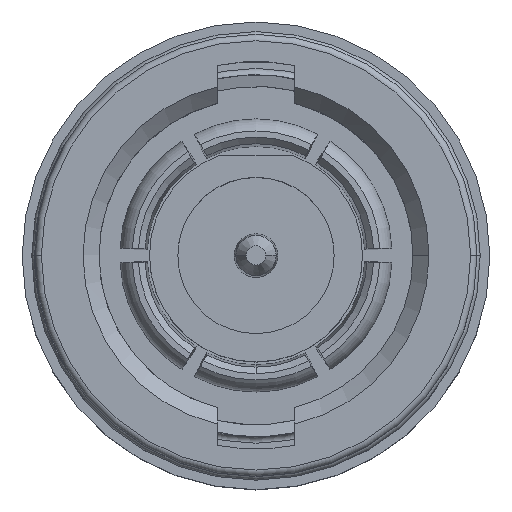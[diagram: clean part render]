
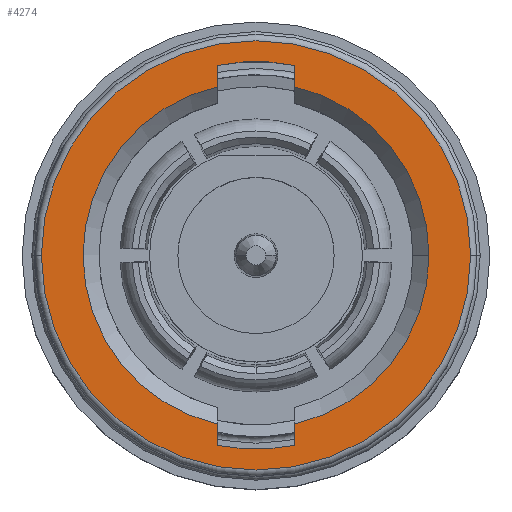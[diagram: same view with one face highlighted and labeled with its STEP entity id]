
A CAD part, top view. The second image highlights one B-rep face of the part: STEP entity #4274.
In plain terms, the highlighted planar face has unit normal (0, 0, 1).
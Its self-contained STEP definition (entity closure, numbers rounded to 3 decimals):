
#167 = VECTOR ( 'NONE', #11000, 1000. ) ;
#168 = AXIS2_PLACEMENT_3D ( 'NONE', #10999, #10998, #11003 ) ;
#174 = AXIS2_PLACEMENT_3D ( 'NONE', #10986, #10997, #10996 ) ;
#177 = CIRCLE ( 'NONE', #168, 5.4 ) ;
#780 = ORIENTED_EDGE ( 'NONE', *, *, #7777, .F. ) ;
#781 = ORIENTED_EDGE ( 'NONE', *, *, #2520, .F. ) ;
#782 = ORIENTED_EDGE ( 'NONE', *, *, #2522, .F. ) ;
#783 = ORIENTED_EDGE ( 'NONE', *, *, #7793, .F. ) ;
#867 = CARTESIAN_POINT ( 'NONE',  ( -1.2, -5.265, 0.85 ) ) ;
#884 = CARTESIAN_POINT ( 'NONE',  ( 1.2, -5.93, 0.85 ) ) ;
#928 = CARTESIAN_POINT ( 'NONE',  ( -1.2, -5.93, 0.85 ) ) ;
#2282 = AXIS2_PLACEMENT_3D ( 'NONE', #13939, #13940, #13941 ) ;
#2520 = EDGE_CURVE ( 'NONE', #3642, #3689, #2585, .T. ) ;
#2521 = EDGE_CURVE ( 'NONE', #3628, #3642, #3387, .T. ) ;
#2522 = EDGE_CURVE ( 'NONE', #3750, #3628, #177, .T. ) ;
#2585 = CIRCLE ( 'NONE', #174, 6.05 ) ;
#3296 = LINE ( 'NONE', #14667, #8608 ) ;
#3304 = LINE ( 'NONE', #14722, #8618 ) ;
#3305 = LINE ( 'NONE', #14737, #8624 ) ;
#3387 = LINE ( 'NONE', #10994, #167 ) ;
#3628 = VERTEX_POINT ( 'NONE', #867 ) ;
#3642 = VERTEX_POINT ( 'NONE', #928 ) ;
#3689 = VERTEX_POINT ( 'NONE', #884 ) ;
#3736 = VERTEX_POINT ( 'NONE', #11828 ) ;
#3750 = VERTEX_POINT ( 'NONE', #11810 ) ;
#3777 = VERTEX_POINT ( 'NONE', #11734 ) ;
#3779 = VERTEX_POINT ( 'NONE', #11807 ) ;
#4085 = AXIS2_PLACEMENT_3D ( 'NONE', #15783, #15784, #15785 ) ;
#4274 = ADVANCED_FACE ( 'NONE', ( #8551, #8552 ), #13938, .F. ) ;
#5247 = CIRCLE ( 'NONE', #5248, 6.7 ) ;
#5248 = AXIS2_PLACEMENT_3D ( 'NONE', #16022, #16023, #16024 ) ;
#7777 = EDGE_CURVE ( 'NONE', #3689, #3779, #3296, .T. ) ;
#7791 = EDGE_CURVE ( 'NONE', #3736, #3750, #3304, .T. ) ;
#7793 = EDGE_CURVE ( 'NONE', #3779, #12515, #8612, .T. ) ;
#7794 = EDGE_CURVE ( 'NONE', #12543, #12502, #8617, .T. ) ;
#7795 = EDGE_CURVE ( 'NONE', #12516, #3777, #3305, .T. ) ;
#7796 = EDGE_CURVE ( 'NONE', #3777, #3736, #8622, .T. ) ;
#8030 = ORIENTED_EDGE ( 'NONE', *, *, #8372, .F. ) ;
#8031 = ORIENTED_EDGE ( 'NONE', *, *, #9108, .T. ) ;
#8032 = ORIENTED_EDGE ( 'NONE', *, *, #7794, .T. ) ;
#8033 = ORIENTED_EDGE ( 'NONE', *, *, #7795, .F. ) ;
#8035 = ORIENTED_EDGE ( 'NONE', *, *, #7796, .F. ) ;
#8372 = EDGE_CURVE ( 'NONE', #12515, #12516, #8693, .T. ) ;
#8551 = FACE_OUTER_BOUND ( 'NONE', #13084, .T. ) ;
#8552 = FACE_BOUND ( 'NONE', #13082, .T. ) ;
#8608 = VECTOR ( 'NONE', #14668, 1000. ) ;
#8612 = CIRCLE ( 'NONE', #8619, 5.4 ) ;
#8617 = CIRCLE ( 'NONE', #8621, 6.7 ) ;
#8618 = VECTOR ( 'NONE', #14723, 1000. ) ;
#8619 = AXIS2_PLACEMENT_3D ( 'NONE', #14731, #14732, #14733 ) ;
#8621 = AXIS2_PLACEMENT_3D ( 'NONE', #14734, #14735, #14736 ) ;
#8622 = CIRCLE ( 'NONE', #8625, 6.05 ) ;
#8624 = VECTOR ( 'NONE', #14738, 1000. ) ;
#8625 = AXIS2_PLACEMENT_3D ( 'NONE', #14739, #14740, #14741 ) ;
#8660 = ORIENTED_EDGE ( 'NONE', *, *, #2521, .F. ) ;
#8661 = ORIENTED_EDGE ( 'NONE', *, *, #7791, .F. ) ;
#8693 = CIRCLE ( 'NONE', #4085, 5.4 ) ;
#9108 = EDGE_CURVE ( 'NONE', #12502, #12543, #5247, .T. ) ;
#10434 = CARTESIAN_POINT ( 'NONE',  ( 6.7, 0., 0.85 ) ) ;
#10447 = CARTESIAN_POINT ( 'NONE',  ( 5.4, 0., 0.85 ) ) ;
#10448 = CARTESIAN_POINT ( 'NONE',  ( 1.2, 5.265, 0.85 ) ) ;
#10475 = CARTESIAN_POINT ( 'NONE',  ( -6.7, 0., 0.85 ) ) ;
#10986 = CARTESIAN_POINT ( 'NONE',  ( 0., 0., 0.85 ) ) ;
#10994 = CARTESIAN_POINT ( 'NONE',  ( -1.2, -4.751, 0.85 ) ) ;
#10996 = DIRECTION ( 'NONE',  ( 1., 0., 0. ) ) ;
#10997 = DIRECTION ( 'NONE',  ( 0., 0., 1. ) ) ;
#10998 = DIRECTION ( 'NONE',  ( 0., 0., 1. ) ) ;
#10999 = CARTESIAN_POINT ( 'NONE',  ( 0., 0., 0.85 ) ) ;
#11000 = DIRECTION ( 'NONE',  ( 0., -1., 0. ) ) ;
#11003 = DIRECTION ( 'NONE',  ( 1., 0., 0. ) ) ;
#11734 = CARTESIAN_POINT ( 'NONE',  ( 1.2, 5.93, 0.85 ) ) ;
#11807 = CARTESIAN_POINT ( 'NONE',  ( 1.2, -5.265, 0.85 ) ) ;
#11810 = CARTESIAN_POINT ( 'NONE',  ( -1.2, 5.265, 0.85 ) ) ;
#11828 = CARTESIAN_POINT ( 'NONE',  ( -1.2, 5.93, 0.85 ) ) ;
#12502 = VERTEX_POINT ( 'NONE', #10434 ) ;
#12515 = VERTEX_POINT ( 'NONE', #10447 ) ;
#12516 = VERTEX_POINT ( 'NONE', #10448 ) ;
#12543 = VERTEX_POINT ( 'NONE', #10475 ) ;
#13082 = EDGE_LOOP ( 'NONE', ( #8035, #8033, #8030, #783, #780, #781, #8660, #782, #8661 ) ) ;
#13084 = EDGE_LOOP ( 'NONE', ( #8032, #8031 ) ) ;
#13938 = PLANE ( 'NONE',  #2282 ) ;
#13939 = CARTESIAN_POINT ( 'NONE',  ( 0., 0., 0.85 ) ) ;
#13940 = DIRECTION ( 'NONE',  ( 0., 0., -1. ) ) ;
#13941 = DIRECTION ( 'NONE',  ( -1., 0., 0. ) ) ;
#14667 = CARTESIAN_POINT ( 'NONE',  ( 1.2, -4.751, 0.85 ) ) ;
#14668 = DIRECTION ( 'NONE',  ( 0., 1., 0. ) ) ;
#14722 = CARTESIAN_POINT ( 'NONE',  ( -1.2, 4.751, 0.85 ) ) ;
#14723 = DIRECTION ( 'NONE',  ( 0., -1., 0. ) ) ;
#14731 = CARTESIAN_POINT ( 'NONE',  ( 0., 0., 0.85 ) ) ;
#14732 = DIRECTION ( 'NONE',  ( 0., 0., 1. ) ) ;
#14733 = DIRECTION ( 'NONE',  ( 1., 0., 0. ) ) ;
#14734 = CARTESIAN_POINT ( 'NONE',  ( 0., 0., 0.85 ) ) ;
#14735 = DIRECTION ( 'NONE',  ( 0., 0., 1. ) ) ;
#14736 = DIRECTION ( 'NONE',  ( -1., 0., 0. ) ) ;
#14737 = CARTESIAN_POINT ( 'NONE',  ( 1.2, 4.751, 0.85 ) ) ;
#14738 = DIRECTION ( 'NONE',  ( 0., 1., 0. ) ) ;
#14739 = CARTESIAN_POINT ( 'NONE',  ( 0., 0., 0.85 ) ) ;
#14740 = DIRECTION ( 'NONE',  ( 0., 0., 1. ) ) ;
#14741 = DIRECTION ( 'NONE',  ( -1., 0., 0. ) ) ;
#15783 = CARTESIAN_POINT ( 'NONE',  ( 0., 0., 0.85 ) ) ;
#15784 = DIRECTION ( 'NONE',  ( 0., 0., 1. ) ) ;
#15785 = DIRECTION ( 'NONE',  ( 1., 0., 0. ) ) ;
#16022 = CARTESIAN_POINT ( 'NONE',  ( 0., 0., 0.85 ) ) ;
#16023 = DIRECTION ( 'NONE',  ( 0., 0., 1. ) ) ;
#16024 = DIRECTION ( 'NONE',  ( -1., 0., 0. ) ) ;
